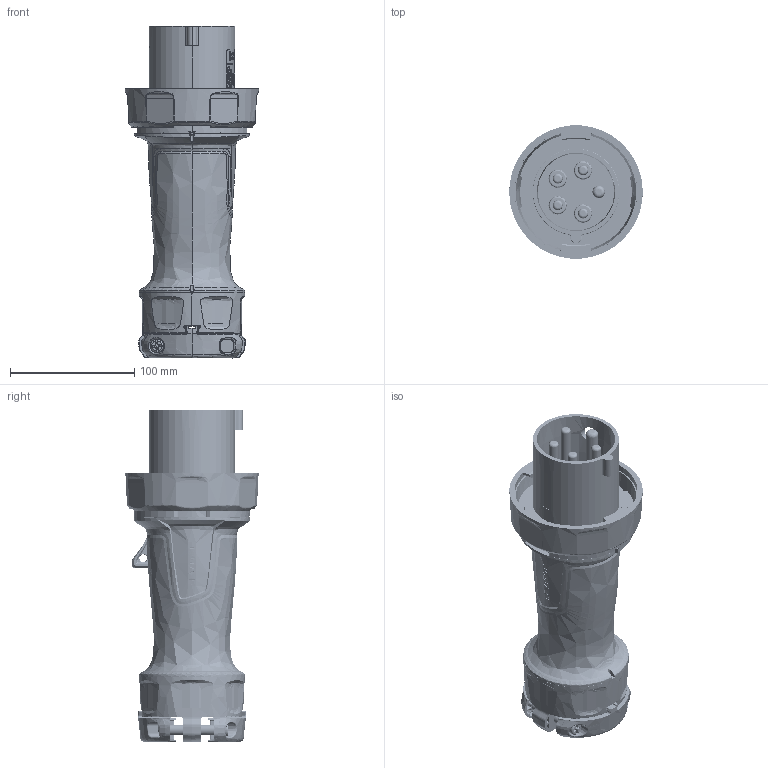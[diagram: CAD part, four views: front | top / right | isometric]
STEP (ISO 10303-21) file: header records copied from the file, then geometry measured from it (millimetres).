
FILE_DESCRIPTION (( 'STEP AP214' ), '1' );
FILE_NAME ('CATSTD-560P9W-LEV-M01.STEP', '2020-12-02T14:21:50', ( '' ), ( '' ), 'SwSTEP 2.0', 'SolidWorks 2020', '' );
FILE_SCHEMA (( 'AUTOMOTIVE_DESIGN' ));
Length unit declared in the file: inch
Products named in the file (1): CATSTD-560P9W-LEV-M01
Bounding box: 107.64 x 107.38 x 267.42 mm (x, y, z)
Volume: 1044239.9 mm3; surface area: 305869.5 mm2
Topology: 15 solids, 18 shells, 5634 faces, 13771 edges, 8153 vertices
Faces by surface type: bspline 2273, plane 1458, cylinder 1209, cone 258, sphere 239, torus 197
Full cylindrical faces by diameter (mm): 2.362 x2, 2.539 x2, 3.175 x2, 3.988 x1, 5.334 x5, 5.461 x2, 6.35 x2, 8.001 x4, 8.61 x2, 8.701 x2, 10 x1, 10.516 x2, 41.275 x1, 57.15 x3, 66.675 x1, 69.85 x7, 77.343 x1, 80.01 x5
Entity records: 302280 total; most frequent: CARTESIAN_POINT 189256, ORIENTED_EDGE 26642, DIRECTION 17541, EDGE_CURVE 13321, VERTEX_POINT 8064, AXIS2_PLACEMENT_3D 6678, EDGE_LOOP 6027, FACE_OUTER_BOUND 5705
